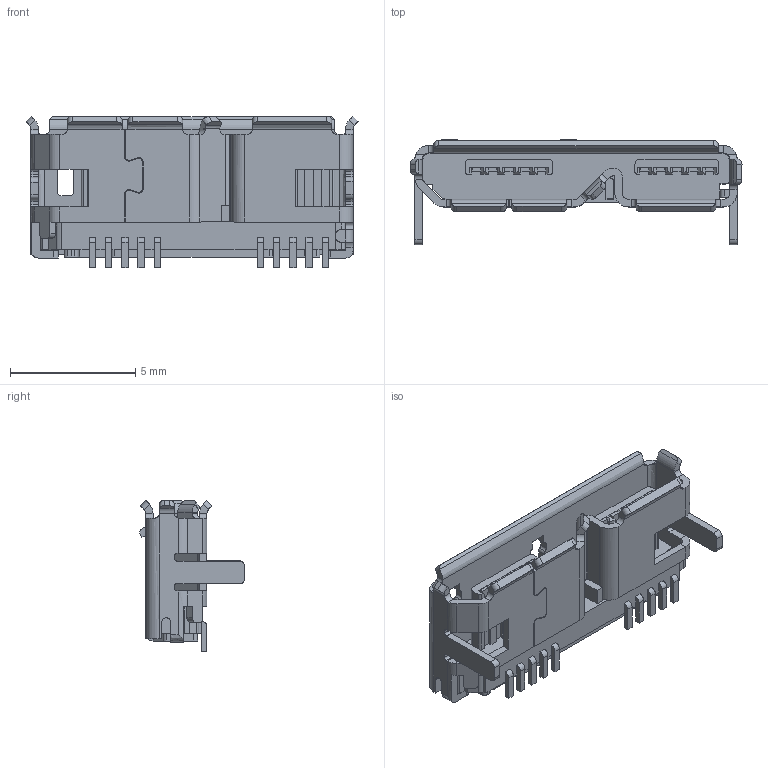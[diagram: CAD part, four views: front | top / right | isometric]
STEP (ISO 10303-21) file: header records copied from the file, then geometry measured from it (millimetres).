
FILE_DESCRIPTION (( 'STEP AP214' ), '1' );
FILE_NAME ('24-02519---Customer-P(028)A112.STEP', '2020-03-11T16:35:38', ( '' ), ( '' ), 'SwSTEP 2.0', 'SolidWorks 2018', '' );
FILE_SCHEMA (( 'AUTOMOTIVE_DESIGN' ));
Length unit declared in the file: millimetre
Products named in the file (1): 24-02519---Customer-P(028)A112
Bounding box: 13.24 x 4.19 x 6.03 mm (x, y, z)
Volume: 78.5 mm3; surface area: 456 mm2
Topology: 1 solids, 1 shells, 671 faces, 1855 edges, 1188 vertices
Faces by surface type: bspline 671
Entity records: 24420 total; most frequent: CARTESIAN_POINT 6857, ORIENTED_EDGE 3710, DIRECTION 2091, EDGE_CURVE 1855, VECTOR 1413, LINE 1413, VERTEX_POINT 1188, EDGE_LOOP 729
